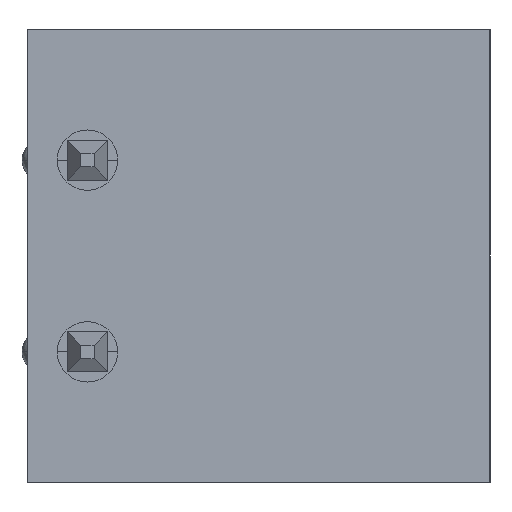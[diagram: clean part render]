
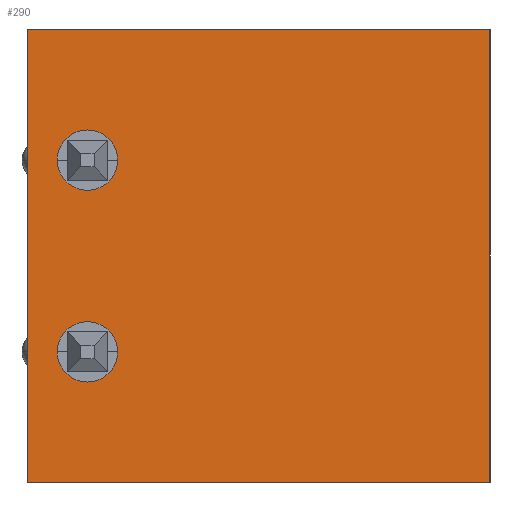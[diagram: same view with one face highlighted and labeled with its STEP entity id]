
A CAD part, front view. The second image highlights one B-rep face of the part: STEP entity #290.
In plain terms, the highlighted planar face has unit normal (0, -1, 0).
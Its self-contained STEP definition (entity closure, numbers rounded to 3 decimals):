
#290=ADVANCED_FACE('',(#770,#771,#772),#773,.T.);
#770=FACE_OUTER_BOUND('',#1456,.T.);
#771=FACE_BOUND('',#1457,.T.);
#772=FACE_BOUND('',#1458,.T.);
#773=PLANE('',#1459);
#1456=EDGE_LOOP('',(#2264,#2265,#2266,#2267));
#1457=EDGE_LOOP('',(#2268,#2269));
#1458=EDGE_LOOP('',(#2270,#2271));
#1459=AXIS2_PLACEMENT_3D('',#2272,#2273,#2274);
#2264=ORIENTED_EDGE('',*,*,#4129,.F.);
#2265=ORIENTED_EDGE('',*,*,#4130,.T.);
#2266=ORIENTED_EDGE('',*,*,#4131,.F.);
#2267=ORIENTED_EDGE('',*,*,#4132,.F.);
#2268=ORIENTED_EDGE('',*,*,#4133,.F.);
#2269=ORIENTED_EDGE('',*,*,#4134,.F.);
#2270=ORIENTED_EDGE('',*,*,#4074,.F.);
#2271=ORIENTED_EDGE('',*,*,#4135,.F.);
#2272=CARTESIAN_POINT('',(3.1,0.,0.0));
#2273=DIRECTION('',(0.,-1.0,0.0));
#2274=DIRECTION('',(0.0,0.0,-1.0));
#4074=EDGE_CURVE('',#4877,#4878,#4879,.T.);
#4129=EDGE_CURVE('',#4973,#4974,#4975,.T.);
#4130=EDGE_CURVE('',#4973,#4976,#4977,.T.);
#4131=EDGE_CURVE('',#4978,#4976,#4979,.T.);
#4132=EDGE_CURVE('',#4974,#4978,#4980,.T.);
#4133=EDGE_CURVE('',#4981,#4982,#4983,.T.);
#4134=EDGE_CURVE('',#4982,#4981,#4984,.T.);
#4135=EDGE_CURVE('',#4878,#4877,#4985,.T.);
#4877=VERTEX_POINT('',#6328);
#4878=VERTEX_POINT('',#6329);
#4879=CIRCLE('',#6330,0.6);
#4973=VERTEX_POINT('',#6456);
#4974=VERTEX_POINT('',#6457);
#4975=LINE('',#6458,#6459);
#4976=VERTEX_POINT('',#6460);
#4977=LINE('',#6461,#6462);
#4978=VERTEX_POINT('',#6463);
#4979=LINE('',#6464,#6465);
#4980=LINE('',#6466,#6467);
#4981=VERTEX_POINT('',#6468);
#4982=VERTEX_POINT('',#6469);
#4983=CIRCLE('',#6470,0.6);
#4984=CIRCLE('',#6471,0.6);
#4985=CIRCLE('',#6472,0.6);
#6328=CARTESIAN_POINT('',(0.6,0.,-3.81));
#6329=CARTESIAN_POINT('',(1.8,0.,-3.81));
#6330=AXIS2_PLACEMENT_3D('',#8750,#8751,#8752);
#6456=CARTESIAN_POINT('',(0.0,0.,-6.41));
#6457=CARTESIAN_POINT('',(0.,0.,2.6));
#6458=CARTESIAN_POINT('',(0.0,0.,0.0));
#6459=VECTOR('',#8821,1.0);
#6460=CARTESIAN_POINT('',(9.2,0.,-6.41));
#6461=CARTESIAN_POINT('',(0.0,0.,-6.41));
#6462=VECTOR('',#8822,1.0);
#6463=CARTESIAN_POINT('',(9.2,0.,2.6));
#6464=CARTESIAN_POINT('',(9.2,0.,0.0));
#6465=VECTOR('',#8823,1.0);
#6466=CARTESIAN_POINT('',(0.0,0.,2.6));
#6467=VECTOR('',#8824,1.0);
#6468=CARTESIAN_POINT('',(1.8,0.,0.0));
#6469=CARTESIAN_POINT('',(0.6,0.,0.));
#6470=AXIS2_PLACEMENT_3D('',#8825,#8826,#8827);
#6471=AXIS2_PLACEMENT_3D('',#8828,#8829,#8830);
#6472=AXIS2_PLACEMENT_3D('',#8831,#8832,#8833);
#8750=CARTESIAN_POINT('',(1.2,0.,-3.81));
#8751=DIRECTION('',(0.0,-1.0,0.0));
#8752=DIRECTION('',(1.0,0.0,0.0));
#8821=DIRECTION('',(0.0,0.0,1.0));
#8822=DIRECTION('',(1.0,0.,0.0));
#8823=DIRECTION('',(0.0,0.0,-1.0));
#8824=DIRECTION('',(1.0,0.,0.0));
#8825=CARTESIAN_POINT('',(1.2,0.,0.0));
#8826=DIRECTION('',(0.0,-1.0,0.0));
#8827=DIRECTION('',(1.0,0.0,0.0));
#8828=CARTESIAN_POINT('',(1.2,0.,0.0));
#8829=DIRECTION('',(0.0,-1.0,0.0));
#8830=DIRECTION('',(1.0,0.0,0.0));
#8831=CARTESIAN_POINT('',(1.2,0.,-3.81));
#8832=DIRECTION('',(0.0,-1.0,0.0));
#8833=DIRECTION('',(1.0,0.0,0.0));
